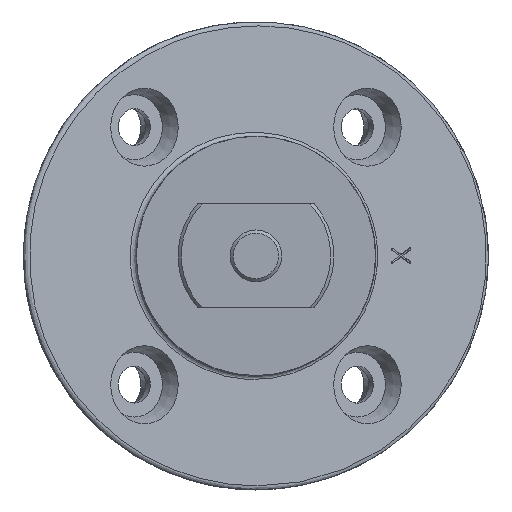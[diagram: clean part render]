
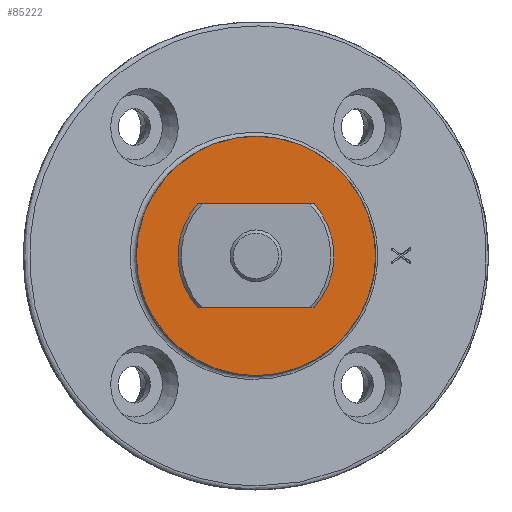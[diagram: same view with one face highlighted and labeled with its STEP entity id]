
A CAD part, front view. The second image highlights one B-rep face of the part: STEP entity #85222.
In plain terms, the highlighted planar face has unit normal (0, -1, 0).
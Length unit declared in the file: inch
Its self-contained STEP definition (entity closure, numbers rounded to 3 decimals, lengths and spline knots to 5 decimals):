
#1982 = EDGE_CURVE ( 'NONE', #26319, #80021, #60316, .T. ) ;
#2364 = DIRECTION ( 'NONE',  ( 0., 0., -1. ) ) ;
#2833 = EDGE_LOOP ( 'NONE', ( #76321 ) ) ;
#6060 = VECTOR ( 'NONE', #81537, 39.37008 ) ;
#10802 = CARTESIAN_POINT ( 'NONE',  ( 0., 0., 0. ) ) ;
#12784 = CIRCLE ( 'NONE', #84046, 1.15 ) ;
#15862 = DIRECTION ( 'NONE',  ( 0., -1., 0. ) ) ;
#17155 = ORIENTED_EDGE ( 'NONE', *, *, #1982, .T. ) ;
#19548 = CARTESIAN_POINT ( 'NONE',  ( 1.15, 0., -0.5 ) ) ;
#22617 = ORIENTED_EDGE ( 'NONE', *, *, #54003, .F. ) ;
#24180 = CARTESIAN_POINT ( 'NONE',  ( 0., 0., 0. ) ) ;
#25666 = DIRECTION ( 'NONE',  ( 0., -1., 0. ) ) ;
#25799 = CARTESIAN_POINT ( 'NONE',  ( 1.15, 0., 0. ) ) ;
#26109 = ORIENTED_EDGE ( 'NONE', *, *, #77037, .F. ) ;
#26319 = VERTEX_POINT ( 'NONE', #110448 ) ;
#27015 = AXIS2_PLACEMENT_3D ( 'NONE', #24180, #15862, #49894 ) ;
#27662 = CARTESIAN_POINT ( 'NONE',  ( 0.55902, 0., 0.5 ) ) ;
#31369 = ORIENTED_EDGE ( 'NONE', *, *, #57642, .T. ) ;
#32450 = CARTESIAN_POINT ( 'NONE',  ( 0., 0., 0. ) ) ;
#38902 = AXIS2_PLACEMENT_3D ( 'NONE', #32450, #25666, #42986 ) ;
#40173 = CARTESIAN_POINT ( 'NONE',  ( 1.15, 0., 0.5 ) ) ;
#41286 = CIRCLE ( 'NONE', #27015, 0.75 ) ;
#42368 = VERTEX_POINT ( 'NONE', #27662 ) ;
#42857 = CARTESIAN_POINT ( 'NONE',  ( 0., 0., -1.15 ) ) ;
#42986 = DIRECTION ( 'NONE',  ( 0., 0., -1. ) ) ;
#45401 = VECTOR ( 'NONE', #87663, 39.37008 ) ;
#49894 = DIRECTION ( 'NONE',  ( 0., 0., -1. ) ) ;
#53054 = CARTESIAN_POINT ( 'NONE',  ( -0.55902, 0., -0.5 ) ) ;
#54003 = EDGE_CURVE ( 'NONE', #72244, #80021, #41286, .T. ) ;
#54956 = CIRCLE ( 'NONE', #38902, 0.75 ) ;
#57642 = EDGE_CURVE ( 'NONE', #72244, #42368, #91004, .T. ) ;
#60316 = LINE ( 'NONE', #19548, #45401 ) ;
#64036 = AXIS2_PLACEMENT_3D ( 'NONE', #25799, #67728, #110257 ) ;
#67728 = DIRECTION ( 'NONE',  ( 0., -1., 0. ) ) ;
#72244 = VERTEX_POINT ( 'NONE', #73880 ) ;
#73880 = CARTESIAN_POINT ( 'NONE',  ( -0.55902, 0., 0.5 ) ) ;
#76321 = ORIENTED_EDGE ( 'NONE', *, *, #106232, .T. ) ;
#77037 = EDGE_CURVE ( 'NONE', #26319, #42368, #54956, .T. ) ;
#78108 = EDGE_LOOP ( 'NONE', ( #26109, #17155, #22617, #31369 ) ) ;
#78888 = DIRECTION ( 'NONE',  ( 0., -1., 0. ) ) ;
#80021 = VERTEX_POINT ( 'NONE', #53054 ) ;
#80649 = FACE_BOUND ( 'NONE', #78108, .T. ) ;
#81537 = DIRECTION ( 'NONE',  ( 1., 0., 0. ) ) ;
#84046 = AXIS2_PLACEMENT_3D ( 'NONE', #10802, #78888, #2364 ) ;
#85222 = ADVANCED_FACE ( 'NONE', ( #107492, #80649 ), #97972, .T. ) ;
#87663 = DIRECTION ( 'NONE',  ( -1., 0., 0. ) ) ;
#88087 = VERTEX_POINT ( 'NONE', #42857 ) ;
#91004 = LINE ( 'NONE', #40173, #6060 ) ;
#97972 = PLANE ( 'NONE',  #64036 ) ;
#106232 = EDGE_CURVE ( 'NONE', #88087, #88087, #12784, .T. ) ;
#107492 = FACE_OUTER_BOUND ( 'NONE', #2833, .T. ) ;
#110257 = DIRECTION ( 'NONE',  ( 0., 0., -1. ) ) ;
#110448 = CARTESIAN_POINT ( 'NONE',  ( 0.55902, 0., -0.5 ) ) ;
